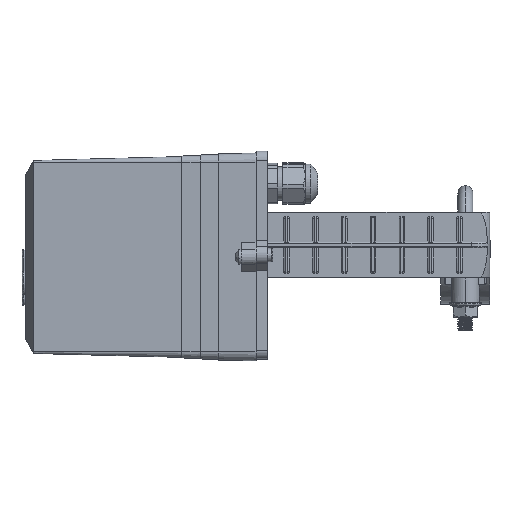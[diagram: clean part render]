
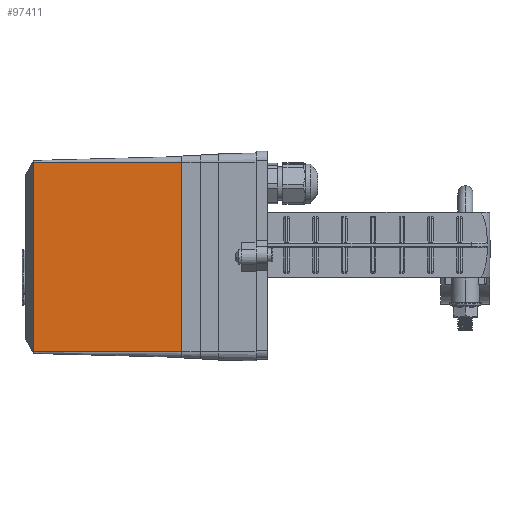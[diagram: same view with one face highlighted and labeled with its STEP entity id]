
A CAD part, left-side view. The second image highlights one B-rep face of the part: STEP entity #97411.
In plain terms, the highlighted face is planar.
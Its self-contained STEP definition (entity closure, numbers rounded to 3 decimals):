
#2855 = CARTESIAN_POINT ( 'NONE',  ( 0., -50.053, 40. ) ) ;
#3552 = VERTEX_POINT ( 'NONE', #28999 ) ;
#5104 = EDGE_CURVE ( 'NONE', #57598, #3552, #97129, .T. ) ;
#7136 = CARTESIAN_POINT ( 'NONE',  ( -51., -47.962, 119.836 ) ) ;
#8034 = ORIENTED_EDGE ( 'NONE', *, *, #52943, .T. ) ;
#11865 = EDGE_CURVE ( 'NONE', #12352, #85065, #62500, .T. ) ;
#12352 = VERTEX_POINT ( 'NONE', #7136 ) ;
#12997 = LINE ( 'NONE', #2855, #97355 ) ;
#17969 = EDGE_LOOP ( 'NONE', ( #8034, #27260, #39392, #34181 ) ) ;
#22034 = EDGE_CURVE ( 'NONE', #3552, #12352, #98915, .T. ) ;
#23639 = VECTOR ( 'NONE', #78561, 1000. ) ;
#27260 = ORIENTED_EDGE ( 'NONE', *, *, #5104, .T. ) ;
#28944 = VECTOR ( 'NONE', #76811, 1000. ) ;
#28999 = CARTESIAN_POINT ( 'NONE',  ( 51., -47.962, 119.836 ) ) ;
#31894 = DIRECTION ( 'NONE',  ( 0., -0.026, -1. ) ) ;
#32348 = VECTOR ( 'NONE', #31894, 1000. ) ;
#34181 = ORIENTED_EDGE ( 'NONE', *, *, #11865, .T. ) ;
#39392 = ORIENTED_EDGE ( 'NONE', *, *, #22034, .T. ) ;
#39759 = FACE_OUTER_BOUND ( 'NONE', #17969, .T. ) ;
#40688 = DIRECTION ( 'NONE',  ( 0., -0.026, -1. ) ) ;
#42068 = CARTESIAN_POINT ( 'NONE',  ( -51., -50.053, 40. ) ) ;
#50920 = DIRECTION ( 'NONE',  ( 0., -1., 0.026 ) ) ;
#52654 = AXIS2_PLACEMENT_3D ( 'NONE', #61109, #50920, #40688 ) ;
#52943 = EDGE_CURVE ( 'NONE', #85065, #57598, #12997, .T. ) ;
#57598 = VERTEX_POINT ( 'NONE', #75159 ) ;
#61109 = CARTESIAN_POINT ( 'NONE',  ( 0., -50.053, 40. ) ) ;
#62500 = LINE ( 'NONE', #42068, #32348 ) ;
#71329 = PLANE ( 'NONE',  #52654 ) ;
#74103 = CARTESIAN_POINT ( 'NONE',  ( -51., -50.053, 40. ) ) ;
#75159 = CARTESIAN_POINT ( 'NONE',  ( 51., -50.053, 40. ) ) ;
#76811 = DIRECTION ( 'NONE',  ( 0., 0.026, 1. ) ) ;
#78561 = DIRECTION ( 'NONE',  ( -1., 0., 0. ) ) ;
#85065 = VERTEX_POINT ( 'NONE', #74103 ) ;
#86982 = CARTESIAN_POINT ( 'NONE',  ( 51., -50.053, 40. ) ) ;
#88719 = CARTESIAN_POINT ( 'NONE',  ( 44.5, -47.962, 119.836 ) ) ;
#92090 = DIRECTION ( 'NONE',  ( 1., 0., 0. ) ) ;
#97129 = LINE ( 'NONE', #86982, #28944 ) ;
#97355 = VECTOR ( 'NONE', #92090, 1000. ) ;
#97411 = ADVANCED_FACE ( 'NONE', ( #39759 ), #71329, .T. ) ;
#98915 = LINE ( 'NONE', #88719, #23639 ) ;
